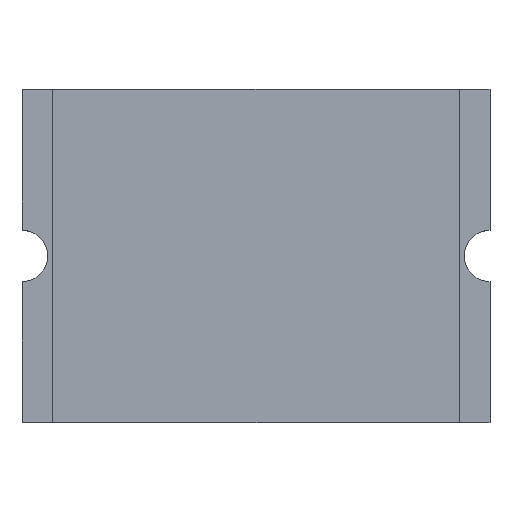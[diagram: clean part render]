
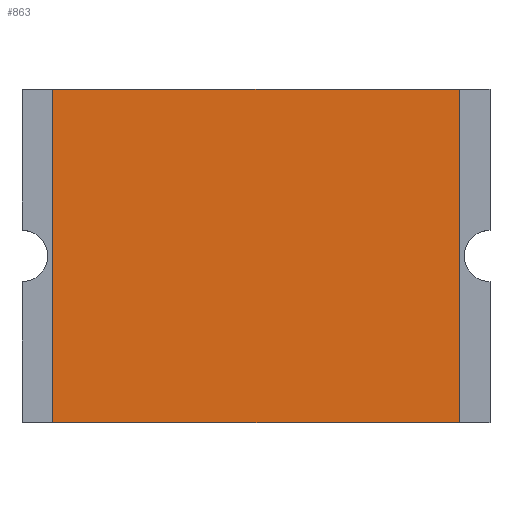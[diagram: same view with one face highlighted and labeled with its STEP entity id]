
A CAD part, top view. The second image highlights one B-rep face of the part: STEP entity #863.
In plain terms, the highlighted planar face has unit normal (0, 0, 1).
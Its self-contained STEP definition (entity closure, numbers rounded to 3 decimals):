
#75=FACE_OUTER_BOUND('',#121,.T.);
#121=EDGE_LOOP('',(#749,#750,#751,#752));
#200=LINE('',#1341,#308);
#219=LINE('',#1380,#327);
#225=LINE('',#1390,#333);
#228=LINE('',#1396,#336);
#308=VECTOR('',#1100,1000.);
#327=VECTOR('',#1121,1000.);
#333=VECTOR('',#1135,1000.);
#336=VECTOR('',#1144,1000.);
#400=VERTEX_POINT('',#1338);
#401=VERTEX_POINT('',#1340);
#419=VERTEX_POINT('',#1377);
#420=VERTEX_POINT('',#1379);
#506=EDGE_CURVE('',#400,#401,#200,.T.);
#525=EDGE_CURVE('',#420,#419,#219,.T.);
#531=EDGE_CURVE('',#420,#400,#225,.T.);
#534=EDGE_CURVE('',#419,#401,#228,.T.);
#749=ORIENTED_EDGE('',*,*,#525,.T.);
#750=ORIENTED_EDGE('',*,*,#534,.T.);
#751=ORIENTED_EDGE('',*,*,#506,.F.);
#752=ORIENTED_EDGE('',*,*,#531,.F.);
#818=PLANE('',#935);
#863=ADVANCED_FACE('',(#75),#818,.T.);
#935=AXIS2_PLACEMENT_3D('',#1395,#1142,#1143);
#1100=DIRECTION('',(-1.,0.,0.));
#1121=DIRECTION('',(-1.,0.,0.));
#1135=DIRECTION('',(0.,-1.,0.));
#1142=DIRECTION('center_axis',(0.,0.,1.));
#1143=DIRECTION('ref_axis',(0.,-1.,0.));
#1144=DIRECTION('',(0.,-1.,0.));
#1338=CARTESIAN_POINT('',(1.975,-1.62,1.1));
#1340=CARTESIAN_POINT('',(-1.975,-1.62,1.1));
#1341=CARTESIAN_POINT('',(5.397,-1.62,1.1));
#1377=CARTESIAN_POINT('',(-1.975,1.62,1.1));
#1379=CARTESIAN_POINT('',(1.975,1.62,1.1));
#1380=CARTESIAN_POINT('',(5.397,1.62,1.1));
#1390=CARTESIAN_POINT('',(1.975,-1.62,1.1));
#1395=CARTESIAN_POINT('Origin',(5.397,-1.62,1.1));
#1396=CARTESIAN_POINT('',(-1.975,-1.62,1.1));
